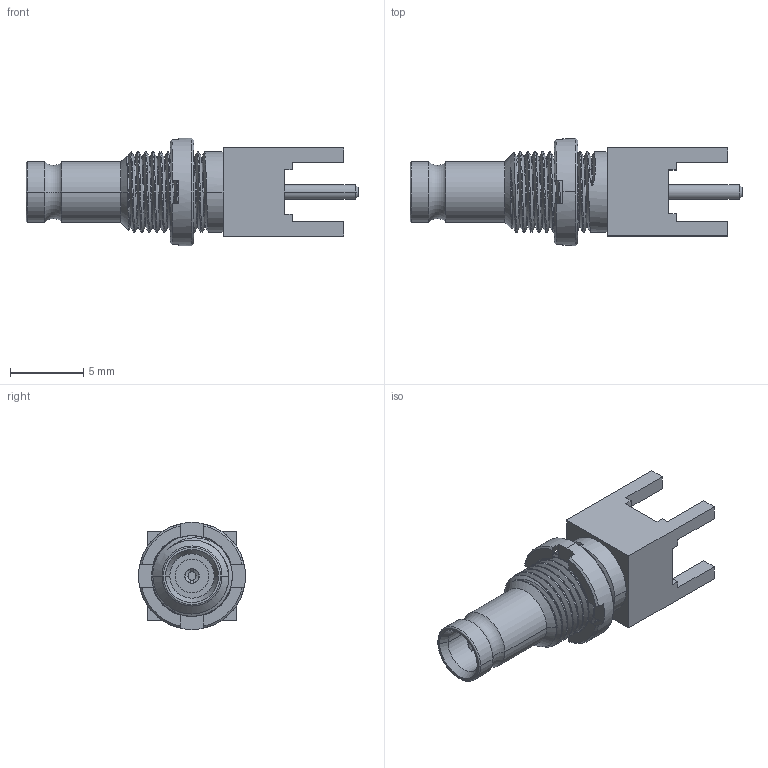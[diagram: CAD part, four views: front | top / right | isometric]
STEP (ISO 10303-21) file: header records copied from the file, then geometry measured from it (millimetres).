
FILE_DESCRIPTION((''),'2;1');
FILE_NAME('102-692-10','2013-04-15T',('Mohan'),(''),'PRO/ENGINEER BY PARAMETRIC TECHNOLOGY CORPORATION, 2010100','PRO/ENGINEER BY PARAMETRIC TECHNOLOGY CORPORATION, 2010100','');
FILE_SCHEMA(('CONFIG_CONTROL_DESIGN'));
Length unit declared in the file: millimetre
Products named in the file (1): 102-692-10
Bounding box: 22.6 x 7.29 x 7.29 mm (x, y, z)
Surface area: 648.2 mm2 (no closed solid volume)
Topology: 0 solids, 7 shells, 106 faces, 329 edges, 227 vertices
Faces by surface type: plane 42, cylinder 33, cone 18, bspline 9, torus 4
Entity records: 7160 total; most frequent: CARTESIAN_POINT 4365, ORIENTED_EDGE 551, DIRECTION 526, EDGE_CURVE 329, VERTEX_POINT 227, AXIS2_PLACEMENT_3D 178, VECTOR 170, LINE 170
